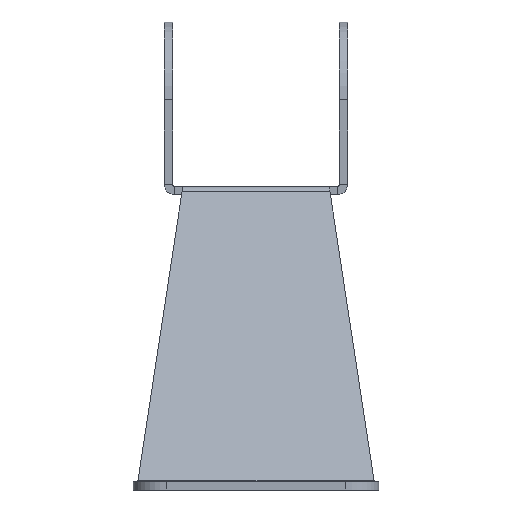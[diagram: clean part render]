
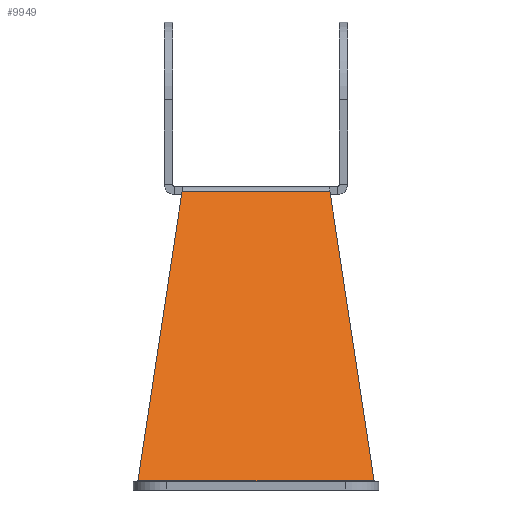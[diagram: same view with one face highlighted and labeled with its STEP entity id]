
A CAD part, left-side view. The second image highlights one B-rep face of the part: STEP entity #9949.
In plain terms, the highlighted planar face has unit normal (-0.906, 0, 0.423).
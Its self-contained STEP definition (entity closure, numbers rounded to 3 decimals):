
#4180 = CYLINDRICAL_SURFACE('',#4181,6.);
#4181 = AXIS2_PLACEMENT_3D('',#4182,#4183,#4184);
#4182 = CARTESIAN_POINT('',(-58.,45.,-6.));
#4183 = DIRECTION('',(0.,-1.,0.));
#4184 = DIRECTION('',(0.,0.,-1.));
#7387 = EDGE_CURVE('',#7388,#7390,#7392,.T.);
#7388 = VERTEX_POINT('',#7389);
#7389 = CARTESIAN_POINT('',(-63.438,-45.272,
    -3.464));
#7390 = VERTEX_POINT('',#7391);
#7391 = CARTESIAN_POINT('',(-63.438,45.272,
    -3.464));
#7392 = SURFACE_CURVE('',#7393,(#7397,#7404),.PCURVE_S1.);
#7393 = LINE('',#7394,#7395);
#7394 = CARTESIAN_POINT('',(-63.438,45.272,
    -3.464));
#7395 = VECTOR('',#7396,1.);
#7396 = DIRECTION('',(0.,1.,0.));
#7397 = PCURVE('',#4180,#7398);
#7398 = DEFINITIONAL_REPRESENTATION('',(#7399),#7403);
#7399 = LINE('',#7400,#7401);
#7400 = CARTESIAN_POINT('',(4.276,-0.272));
#7401 = VECTOR('',#7402,1.);
#7402 = DIRECTION('',(0.,-1.));
#7403 = ( GEOMETRIC_REPRESENTATION_CONTEXT(2) 
PARAMETRIC_REPRESENTATION_CONTEXT() REPRESENTATION_CONTEXT('2D SPACE',''
  ) );
#7404 = PCURVE('',#7405,#7410);
#7405 = PLANE('',#7406);
#7406 = AXIS2_PLACEMENT_3D('',#7407,#7408,#7409);
#7407 = CARTESIAN_POINT('',(-37.248,0.,52.7));
#7408 = DIRECTION('',(-0.906,0.,0.423));
#7409 = DIRECTION('',(0.,1.,0.));
#7410 = DEFINITIONAL_REPRESENTATION('',(#7411),#7415);
#7411 = LINE('',#7412,#7413);
#7412 = CARTESIAN_POINT('',(45.272,61.971));
#7413 = VECTOR('',#7414,1.);
#7414 = DIRECTION('',(1.,0.));
#7415 = ( GEOMETRIC_REPRESENTATION_CONTEXT(2) 
PARAMETRIC_REPRESENTATION_CONTEXT() REPRESENTATION_CONTEXT('2D SPACE',''
  ) );
#9949 = ADVANCED_FACE('',(#9950),#7405,.T.);
#9950 = FACE_BOUND('',#9951,.T.);
#9951 = EDGE_LOOP('',(#9952,#9980,#10008,#10034));
#9952 = ORIENTED_EDGE('',*,*,#9953,.F.);
#9953 = EDGE_CURVE('',#9954,#7390,#9956,.T.);
#9954 = VERTEX_POINT('',#9955);
#9955 = CARTESIAN_POINT('',(-145.87,72.232,
    -180.24));
#9956 = SURFACE_CURVE('',#9957,(#9961,#9968),.PCURVE_S1.);
#9957 = LINE('',#9958,#9959);
#9958 = CARTESIAN_POINT('',(-154.332,75.,-198.388));
#9959 = VECTOR('',#9960,1.);
#9960 = DIRECTION('',(0.419,-0.137,0.898));
#9961 = PCURVE('',#7405,#9962);
#9962 = DEFINITIONAL_REPRESENTATION('',(#9963),#9967);
#9963 = LINE('',#9964,#9965);
#9964 = CARTESIAN_POINT('',(75.,277.045));
#9965 = VECTOR('',#9966,1.);
#9966 = DIRECTION('',(-0.137,-0.991));
#9967 = ( GEOMETRIC_REPRESENTATION_CONTEXT(2) 
PARAMETRIC_REPRESENTATION_CONTEXT() REPRESENTATION_CONTEXT('2D SPACE',''
  ) );
#9968 = PCURVE('',#9969,#9974);
#9969 = PLANE('',#9970);
#9970 = AXIS2_PLACEMENT_3D('',#9971,#9972,#9973);
#9971 = CARTESIAN_POINT('',(-154.332,75.,-198.388));
#9972 = DIRECTION('',(-0.058,-0.991,
    -0.124));
#9973 = DIRECTION('',(0.419,-0.137,0.898));
#9974 = DEFINITIONAL_REPRESENTATION('',(#9975),#9979);
#9975 = LINE('',#9976,#9977);
#9976 = CARTESIAN_POINT('',(0.,0.));
#9977 = VECTOR('',#9978,1.);
#9978 = DIRECTION('',(1.,0.));
#9979 = ( GEOMETRIC_REPRESENTATION_CONTEXT(2) 
PARAMETRIC_REPRESENTATION_CONTEXT() REPRESENTATION_CONTEXT('2D SPACE',''
  ) );
#9980 = ORIENTED_EDGE('',*,*,#9981,.T.);
#9981 = EDGE_CURVE('',#9954,#9982,#9984,.T.);
#9982 = VERTEX_POINT('',#9983);
#9983 = CARTESIAN_POINT('',(-145.87,-72.232,
    -180.24));
#9984 = SURFACE_CURVE('',#9985,(#9989,#9996),.PCURVE_S1.);
#9985 = LINE('',#9986,#9987);
#9986 = CARTESIAN_POINT('',(-145.87,72.232,
    -180.24));
#9987 = VECTOR('',#9988,1.);
#9988 = DIRECTION('',(0.,-1.,0.));
#9989 = PCURVE('',#7405,#9990);
#9990 = DEFINITIONAL_REPRESENTATION('',(#9991),#9995);
#9991 = LINE('',#9992,#9993);
#9992 = CARTESIAN_POINT('',(72.232,257.021));
#9993 = VECTOR('',#9994,1.);
#9994 = DIRECTION('',(-1.,0.));
#9995 = ( GEOMETRIC_REPRESENTATION_CONTEXT(2) 
PARAMETRIC_REPRESENTATION_CONTEXT() REPRESENTATION_CONTEXT('2D SPACE',''
  ) );
#9996 = PCURVE('',#9997,#10002);
#9997 = CYLINDRICAL_SURFACE('',#9998,1.);
#9998 = AXIS2_PLACEMENT_3D('',#9999,#10000,#10001);
#9999 = CARTESIAN_POINT('',(-146.776,72.232,
    -179.817));
#10000 = DIRECTION('',(0.,1.,0.));
#10001 = DIRECTION('',(1.,0.,0.));
#10002 = DEFINITIONAL_REPRESENTATION('',(#10003),#10007);
#10003 = LINE('',#10004,#10005);
#10004 = CARTESIAN_POINT('',(0.436,0.));
#10005 = VECTOR('',#10006,1.);
#10006 = DIRECTION('',(0.,-1.));
#10007 = ( GEOMETRIC_REPRESENTATION_CONTEXT(2) 
PARAMETRIC_REPRESENTATION_CONTEXT() REPRESENTATION_CONTEXT('2D SPACE',''
  ) );
#10008 = ORIENTED_EDGE('',*,*,#10009,.T.);
#10009 = EDGE_CURVE('',#9982,#7388,#10010,.T.);
#10010 = SURFACE_CURVE('',#10011,(#10015,#10022),.PCURVE_S1.);
#10011 = LINE('',#10012,#10013);
#10012 = CARTESIAN_POINT('',(-154.332,-75.,-198.388));
#10013 = VECTOR('',#10014,1.);
#10014 = DIRECTION('',(0.419,0.137,0.898));
#10015 = PCURVE('',#7405,#10016);
#10016 = DEFINITIONAL_REPRESENTATION('',(#10017),#10021);
#10017 = LINE('',#10018,#10019);
#10018 = CARTESIAN_POINT('',(-75.,277.045));
#10019 = VECTOR('',#10020,1.);
#10020 = DIRECTION('',(0.137,-0.991));
#10021 = ( GEOMETRIC_REPRESENTATION_CONTEXT(2) 
PARAMETRIC_REPRESENTATION_CONTEXT() REPRESENTATION_CONTEXT('2D SPACE',''
  ) );
#10022 = PCURVE('',#10023,#10028);
#10023 = PLANE('',#10024);
#10024 = AXIS2_PLACEMENT_3D('',#10025,#10026,#10027);
#10025 = CARTESIAN_POINT('',(-154.332,-75.,-198.388));
#10026 = DIRECTION('',(-0.058,0.991,
    -0.124));
#10027 = DIRECTION('',(-0.419,-0.137,-0.898)
  );
#10028 = DEFINITIONAL_REPRESENTATION('',(#10029),#10033);
#10029 = LINE('',#10030,#10031);
#10030 = CARTESIAN_POINT('',(-0.,0.));
#10031 = VECTOR('',#10032,1.);
#10032 = DIRECTION('',(-1.,0.));
#10033 = ( GEOMETRIC_REPRESENTATION_CONTEXT(2) 
PARAMETRIC_REPRESENTATION_CONTEXT() REPRESENTATION_CONTEXT('2D SPACE',''
  ) );
#10034 = ORIENTED_EDGE('',*,*,#7387,.T.);
